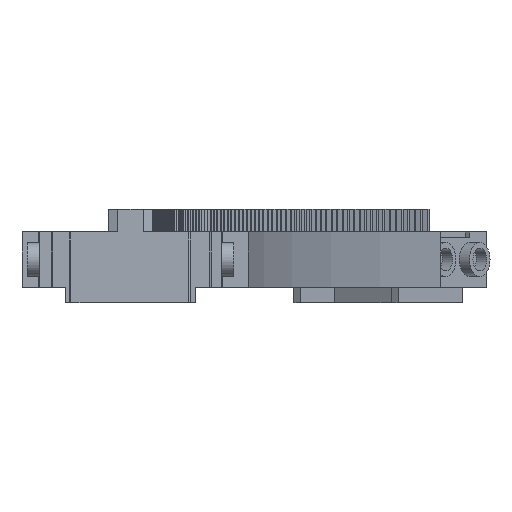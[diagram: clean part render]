
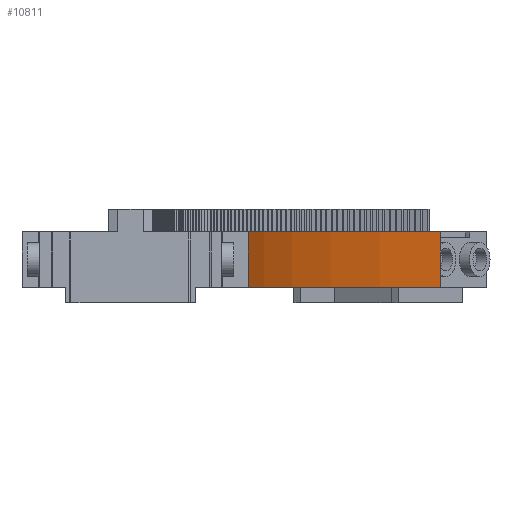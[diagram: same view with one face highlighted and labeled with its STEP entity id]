
A CAD part, front view. The second image highlights one B-rep face of the part: STEP entity #10811.
In plain terms, the highlighted cylindrical face has radius 184.1 mm (diameter 368.2 mm), a partial arc.
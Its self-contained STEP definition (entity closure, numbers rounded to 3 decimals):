
#32 = PLANE('',#33);
#33 = AXIS2_PLACEMENT_3D('',#34,#35,#36);
#34 = CARTESIAN_POINT('',(16.475,23.381,3.4));
#35 = DIRECTION('',(0.,0.,1.));
#36 = DIRECTION('',(-0.298,0.955,0.));
#10147 = VERTEX_POINT('',#10148);
#10148 = CARTESIAN_POINT('',(-1.11,-47.5,3.4));
#10162 = PLANE('',#10163);
#10163 = AXIS2_PLACEMENT_3D('',#10164,#10165,#10166);
#10164 = CARTESIAN_POINT('',(14.293,-47.5,-4.4));
#10165 = DIRECTION('',(0.,1.,0.));
#10166 = DIRECTION('',(0.,0.,1.));
#10174 = EDGE_CURVE('',#10147,#10175,#10177,.T.);
#10175 = VERTEX_POINT('',#10176);
#10176 = CARTESIAN_POINT('',(25.97,33.742,3.4));
#10177 = SURFACE_CURVE('',#10178,(#10183,#10194),.PCURVE_S1.);
#10178 = CIRCLE('',#10179,184.1);
#10179 = AXIS2_PLACEMENT_3D('',#10180,#10181,#10182);
#10180 = CARTESIAN_POINT('',(182.293,-63.5,3.4));
#10181 = DIRECTION('',(0.,0.,-1.));
#10182 = DIRECTION('',(-1.,0.,0.));
#10183 = PCURVE('',#32,#10184);
#10184 = DEFINITIONAL_REPRESENTATION('',(#10185),#10193);
#10185 = ( BOUNDED_CURVE() B_SPLINE_CURVE(2,(#10186,#10187,#10188,#10189
    ,#10190,#10191,#10192),.UNSPECIFIED.,.T.,.F.) 
B_SPLINE_CURVE_WITH_KNOTS((1,2,2,2,2,1),(-2.094,0.,
    2.094,4.189,6.283,8.378),
.UNSPECIFIED.) CURVE() GEOMETRIC_REPRESENTATION_ITEM() 
RATIONAL_B_SPLINE_CURVE((1.,0.5,1.,0.5,1.,0.5,1.)) REPRESENTATION_ITEM(
  '') );
#10186 = CARTESIAN_POINT('',(-77.478,43.356));
#10187 = CARTESIAN_POINT('',(226.889,-51.721));
#10188 = CARTESIAN_POINT('',(-7.634,-267.772));
#10189 = CARTESIAN_POINT('',(-242.156,-483.822));
#10190 = CARTESIAN_POINT('',(-312.,-172.695));
#10191 = CARTESIAN_POINT('',(-381.844,138.432));
#10192 = CARTESIAN_POINT('',(-77.478,43.356));
#10193 = ( GEOMETRIC_REPRESENTATION_CONTEXT(2) 
PARAMETRIC_REPRESENTATION_CONTEXT() REPRESENTATION_CONTEXT('2D SPACE',''
  ) );
#10194 = PCURVE('',#10195,#10200);
#10195 = CYLINDRICAL_SURFACE('',#10196,184.1);
#10196 = AXIS2_PLACEMENT_3D('',#10197,#10198,#10199);
#10197 = CARTESIAN_POINT('',(182.293,-63.5,3.4));
#10198 = DIRECTION('',(0.,0.,-1.));
#10199 = DIRECTION('',(-1.,0.,0.));
#10200 = DEFINITIONAL_REPRESENTATION('',(#10201),#10205);
#10201 = LINE('',#10202,#10203);
#10202 = CARTESIAN_POINT('',(0.,0.));
#10203 = VECTOR('',#10204,1.);
#10204 = DIRECTION('',(1.,0.));
#10205 = ( GEOMETRIC_REPRESENTATION_CONTEXT(2) 
PARAMETRIC_REPRESENTATION_CONTEXT() REPRESENTATION_CONTEXT('2D SPACE',''
  ) );
#10223 = PLANE('',#10224);
#10224 = AXIS2_PLACEMENT_3D('',#10225,#10226,#10227);
#10225 = CARTESIAN_POINT('',(-12.907,62.9,-4.4));
#10226 = DIRECTION('',(-0.6,-0.8,0.));
#10227 = DIRECTION('',(0.,0.,1.));
#10439 = PLANE('',#10440);
#10440 = AXIS2_PLACEMENT_3D('',#10441,#10442,#10443);
#10441 = CARTESIAN_POINT('',(11.173,68.34,-4.4));
#10442 = DIRECTION('',(0.,0.,1.));
#10443 = DIRECTION('',(-0.6,-0.8,0.));
#10769 = VERTEX_POINT('',#10770);
#10770 = CARTESIAN_POINT('',(25.97,33.742,-4.4));
#10791 = EDGE_CURVE('',#10175,#10769,#10792,.T.);
#10792 = SURFACE_CURVE('',#10793,(#10797,#10804),.PCURVE_S1.);
#10793 = LINE('',#10794,#10795);
#10794 = CARTESIAN_POINT('',(25.97,33.742,3.4));
#10795 = VECTOR('',#10796,1.);
#10796 = DIRECTION('',(0.,0.,-1.));
#10797 = PCURVE('',#10223,#10798);
#10798 = DEFINITIONAL_REPRESENTATION('',(#10799),#10803);
#10799 = LINE('',#10800,#10801);
#10800 = CARTESIAN_POINT('',(7.8,-48.597));
#10801 = VECTOR('',#10802,1.);
#10802 = DIRECTION('',(-1.,-0.));
#10803 = ( GEOMETRIC_REPRESENTATION_CONTEXT(2) 
PARAMETRIC_REPRESENTATION_CONTEXT() REPRESENTATION_CONTEXT('2D SPACE',''
  ) );
#10804 = PCURVE('',#10195,#10805);
#10805 = DEFINITIONAL_REPRESENTATION('',(#10806),#10810);
#10806 = LINE('',#10807,#10808);
#10807 = CARTESIAN_POINT('',(0.556,0.));
#10808 = VECTOR('',#10809,1.);
#10809 = DIRECTION('',(0.,1.));
#10810 = ( GEOMETRIC_REPRESENTATION_CONTEXT(2) 
PARAMETRIC_REPRESENTATION_CONTEXT() REPRESENTATION_CONTEXT('2D SPACE',''
  ) );
#10811 = ADVANCED_FACE('',(#10812),#10195,.F.);
#10812 = FACE_BOUND('',#10813,.F.);
#10813 = EDGE_LOOP('',(#10814,#10837,#10838,#10839));
#10814 = ORIENTED_EDGE('',*,*,#10815,.F.);
#10815 = EDGE_CURVE('',#10147,#10816,#10818,.T.);
#10816 = VERTEX_POINT('',#10817);
#10817 = CARTESIAN_POINT('',(-1.11,-47.5,-4.4));
#10818 = SURFACE_CURVE('',#10819,(#10823,#10830),.PCURVE_S1.);
#10819 = LINE('',#10820,#10821);
#10820 = CARTESIAN_POINT('',(-1.11,-47.5,3.4));
#10821 = VECTOR('',#10822,1.);
#10822 = DIRECTION('',(0.,0.,-1.));
#10823 = PCURVE('',#10195,#10824);
#10824 = DEFINITIONAL_REPRESENTATION('',(#10825),#10829);
#10825 = LINE('',#10826,#10827);
#10826 = CARTESIAN_POINT('',(0.087,0.));
#10827 = VECTOR('',#10828,1.);
#10828 = DIRECTION('',(0.,1.));
#10829 = ( GEOMETRIC_REPRESENTATION_CONTEXT(2) 
PARAMETRIC_REPRESENTATION_CONTEXT() REPRESENTATION_CONTEXT('2D SPACE',''
  ) );
#10830 = PCURVE('',#10162,#10831);
#10831 = DEFINITIONAL_REPRESENTATION('',(#10832),#10836);
#10832 = LINE('',#10833,#10834);
#10833 = CARTESIAN_POINT('',(7.8,-15.403));
#10834 = VECTOR('',#10835,1.);
#10835 = DIRECTION('',(-1.,0.));
#10836 = ( GEOMETRIC_REPRESENTATION_CONTEXT(2) 
PARAMETRIC_REPRESENTATION_CONTEXT() REPRESENTATION_CONTEXT('2D SPACE',''
  ) );
#10837 = ORIENTED_EDGE('',*,*,#10174,.T.);
#10838 = ORIENTED_EDGE('',*,*,#10791,.T.);
#10839 = ORIENTED_EDGE('',*,*,#10840,.F.);
#10840 = EDGE_CURVE('',#10816,#10769,#10841,.T.);
#10841 = SURFACE_CURVE('',#10842,(#10847,#10854),.PCURVE_S1.);
#10842 = CIRCLE('',#10843,184.1);
#10843 = AXIS2_PLACEMENT_3D('',#10844,#10845,#10846);
#10844 = CARTESIAN_POINT('',(182.293,-63.5,-4.4));
#10845 = DIRECTION('',(0.,0.,-1.));
#10846 = DIRECTION('',(-1.,0.,0.));
#10847 = PCURVE('',#10195,#10848);
#10848 = DEFINITIONAL_REPRESENTATION('',(#10849),#10853);
#10849 = LINE('',#10850,#10851);
#10850 = CARTESIAN_POINT('',(0.,7.8));
#10851 = VECTOR('',#10852,1.);
#10852 = DIRECTION('',(1.,0.));
#10853 = ( GEOMETRIC_REPRESENTATION_CONTEXT(2) 
PARAMETRIC_REPRESENTATION_CONTEXT() REPRESENTATION_CONTEXT('2D SPACE',''
  ) );
#10854 = PCURVE('',#10439,#10855);
#10855 = DEFINITIONAL_REPRESENTATION('',(#10856),#10864);
#10856 = ( BOUNDED_CURVE() B_SPLINE_CURVE(2,(#10857,#10858,#10859,#10860
    ,#10861,#10862,#10863),.UNSPECIFIED.,.T.,.F.) 
B_SPLINE_CURVE_WITH_KNOTS((1,2,2,2,2,1),(-2.094,0.,
    2.094,4.189,6.283,8.378),
.UNSPECIFIED.) CURVE() GEOMETRIC_REPRESENTATION_ITEM() 
RATIONAL_B_SPLINE_CURVE((1.,0.5,1.,0.5,1.,0.5,1.)) REPRESENTATION_ITEM(
  '') );
#10857 = CARTESIAN_POINT('',(113.26,68.72));
#10858 = CARTESIAN_POINT('',(-141.836,-122.602));
#10859 = CARTESIAN_POINT('',(-179.978,193.979));
#10860 = CARTESIAN_POINT('',(-218.12,510.56));
#10861 = CARTESIAN_POINT('',(75.118,385.301));
#10862 = CARTESIAN_POINT('',(368.356,260.042));
#10863 = CARTESIAN_POINT('',(113.26,68.72));
#10864 = ( GEOMETRIC_REPRESENTATION_CONTEXT(2) 
PARAMETRIC_REPRESENTATION_CONTEXT() REPRESENTATION_CONTEXT('2D SPACE',''
  ) );
